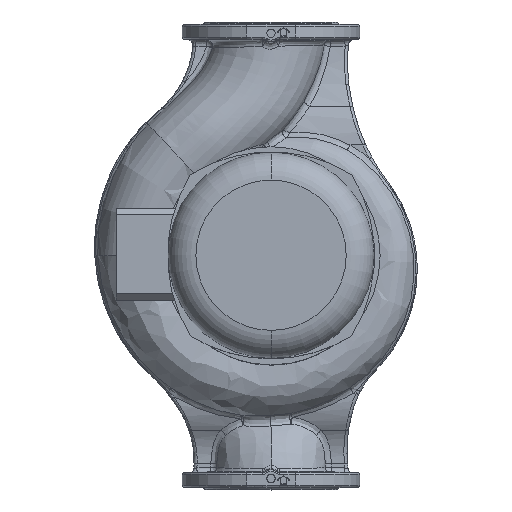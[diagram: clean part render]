
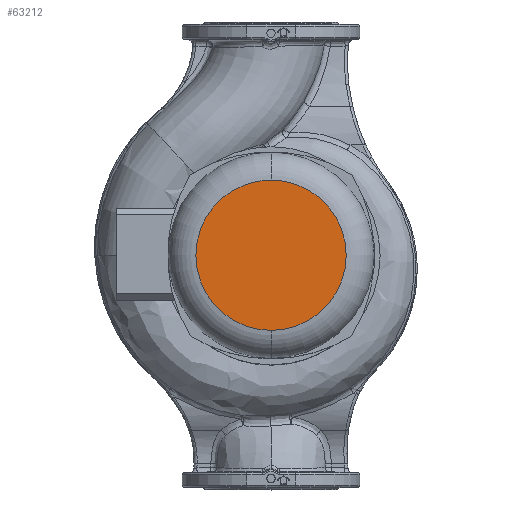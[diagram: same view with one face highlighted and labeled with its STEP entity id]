
A CAD part, top view. The second image highlights one B-rep face of the part: STEP entity #63212.
In plain terms, the highlighted planar face has unit normal (0, 0, 1).
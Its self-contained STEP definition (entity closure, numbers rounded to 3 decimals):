
#15654 = AXIS2_PLACEMENT_3D ( 'NONE', #30865, #30866, #30867 ) ;
#15660 = CIRCLE ( 'NONE', #15654, 120.5 ) ;
#20611 = EDGE_CURVE ( 'NONE', #23619, #23617, #103945, .T. ) ;
#23617 = VERTEX_POINT ( 'NONE', #41632 ) ;
#23619 = VERTEX_POINT ( 'NONE', #41634 ) ;
#30865 = CARTESIAN_POINT ( 'NONE',  ( 0., 0., 643. ) ) ;
#30866 = DIRECTION ( 'NONE',  ( 0., 0., -1. ) ) ;
#30867 = DIRECTION ( 'NONE',  ( 0., -1., 0. ) ) ;
#32007 = AXIS2_PLACEMENT_3D ( 'NONE', #45335, #45347, #45349 ) ;
#41632 = CARTESIAN_POINT ( 'NONE',  ( 0., 120.5, 643. ) ) ;
#41634 = CARTESIAN_POINT ( 'NONE',  ( 0., -120.5, 643. ) ) ;
#44495 = CARTESIAN_POINT ( 'NONE',  ( 0., 0., 643. ) ) ;
#44496 = DIRECTION ( 'NONE',  ( 0., 0., -1. ) ) ;
#44497 = DIRECTION ( 'NONE',  ( 0., -1., 0. ) ) ;
#45335 = CARTESIAN_POINT ( 'NONE',  ( 120.5, 0., 643. ) ) ;
#45342 = FACE_OUTER_BOUND ( 'NONE', #48526, .T. ) ;
#45343 = PLANE ( 'NONE',  #32007 ) ;
#45347 = DIRECTION ( 'NONE',  ( 0., 0., 1. ) ) ;
#45349 = DIRECTION ( 'NONE',  ( 0., 1., 0. ) ) ;
#48526 = EDGE_LOOP ( 'NONE', ( #99997, #99420 ) ) ;
#63212 = ADVANCED_FACE ( 'NONE', ( #45342 ), #45343, .T. ) ;
#93238 = EDGE_CURVE ( 'NONE', #23617, #23619, #15660, .T. ) ;
#99420 = ORIENTED_EDGE ( 'NONE', *, *, #93238, .F. ) ;
#99997 = ORIENTED_EDGE ( 'NONE', *, *, #20611, .F. ) ;
#103945 = CIRCLE ( 'NONE', #104029, 120.5 ) ;
#104029 = AXIS2_PLACEMENT_3D ( 'NONE', #44495, #44496, #44497 ) ;
